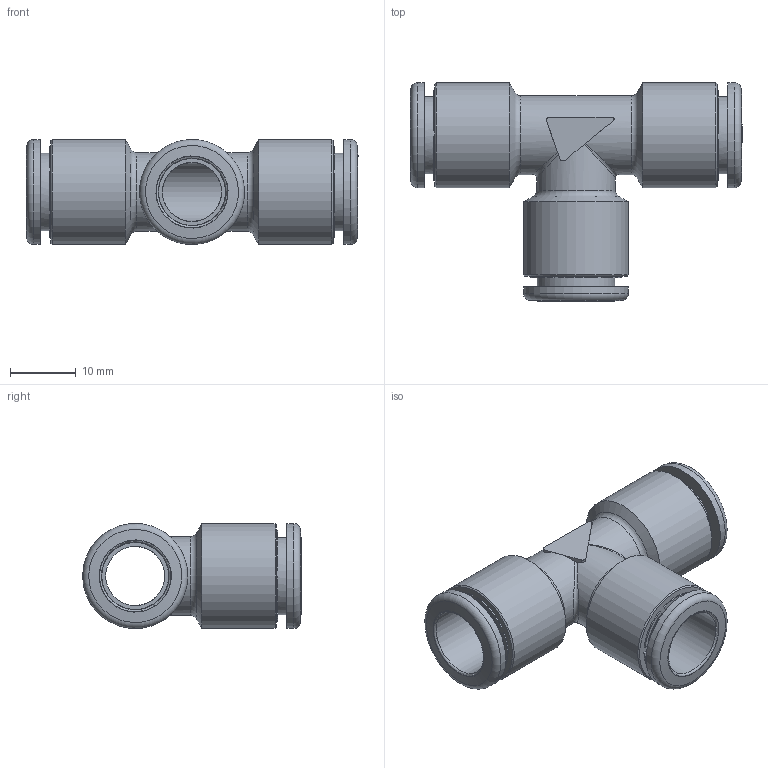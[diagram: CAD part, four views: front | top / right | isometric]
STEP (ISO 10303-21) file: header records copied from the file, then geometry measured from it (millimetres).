
FILE_DESCRIPTION (( 'STEP AP203' ), '1' );
FILE_NAME ('OTRUT1000.STEP', '2023-07-19T13:42:27', ( '' ), ( '' ), 'SwSTEP 2.0', 'SolidWorks 2023', '' );
FILE_SCHEMA (( 'CONFIG_CONTROL_DESIGN' ));
Length unit declared in the file: millimetre
Products named in the file (1): OTRUT1000
Bounding box: 50.6 x 33.3 x 16 mm (x, y, z)
Volume: 5992.9 mm3; surface area: 6353 mm2
Topology: 1 solids, 1 shells, 182 faces, 445 edges, 291 vertices
Faces by surface type: plane 80, cylinder 61, torus 30, cone 9, bspline 2
Full cylindrical faces by diameter (mm): 9 x2, 10.2 x3, 10.3 x3, 11.8 x3, 12 x2, 16 x6
Entity records: 5731 total; most frequent: CARTESIAN_POINT 1673, DIRECTION 826, ORIENTED_EDGE 766, EDGE_CURVE 383, AXIS2_PLACEMENT_3D 328, VERTEX_POINT 271, EDGE_LOOP 254, FACE_OUTER_BOUND 213
